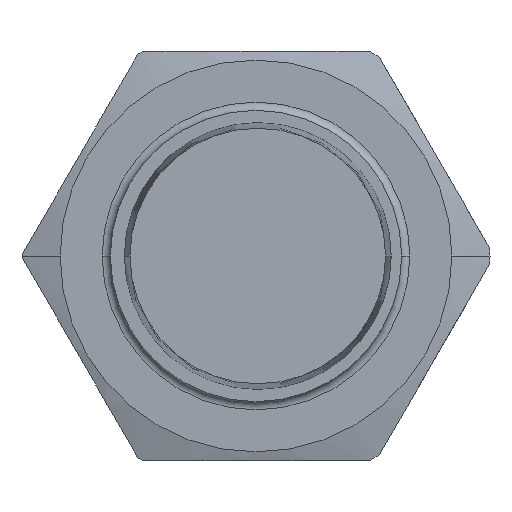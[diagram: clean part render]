
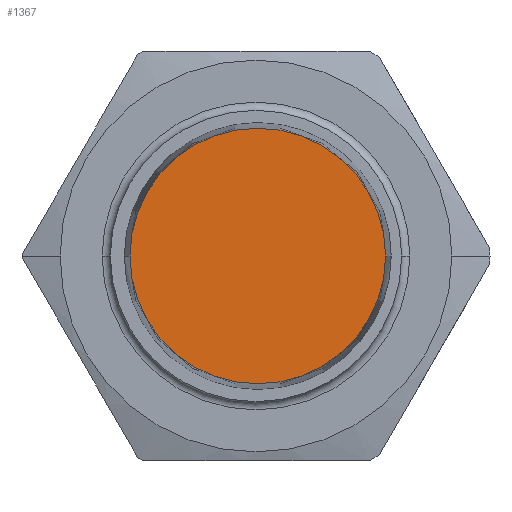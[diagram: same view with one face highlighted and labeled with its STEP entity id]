
A CAD part, left-side view. The second image highlights one B-rep face of the part: STEP entity #1367.
In plain terms, the highlighted planar face has unit normal (-1, 0, 0).
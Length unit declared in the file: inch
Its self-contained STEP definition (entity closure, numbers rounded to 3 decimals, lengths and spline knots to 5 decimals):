
#21 = DIRECTION ( 'NONE',  ( -1., 0., 0. ) ) ;
#47 = CARTESIAN_POINT ( 'NONE',  ( 0., -0.234, 0. ) ) ;
#132 = DIRECTION ( 'NONE',  ( 0., -1., 0. ) ) ;
#224 = AXIS2_PLACEMENT_3D ( 'NONE', #1107, #21, #132 ) ;
#256 = DIRECTION ( 'NONE',  ( 0., -1., 0. ) ) ;
#285 = ORIENTED_EDGE ( 'NONE', *, *, #550, .T. ) ;
#358 = DIRECTION ( 'NONE',  ( -1., 0., 0. ) ) ;
#456 = CIRCLE ( 'NONE', #224, 0.234 ) ;
#550 = EDGE_CURVE ( 'NONE', #715, #819, #456, .T. ) ;
#562 = EDGE_LOOP ( 'NONE', ( #285, #1244 ) ) ;
#637 = AXIS2_PLACEMENT_3D ( 'NONE', #47, #1241, #919 ) ;
#642 = CARTESIAN_POINT ( 'NONE',  ( 0., -0.234, 0. ) ) ;
#680 = AXIS2_PLACEMENT_3D ( 'NONE', #900, #358, #256 ) ;
#715 = VERTEX_POINT ( 'NONE', #1267 ) ;
#819 = VERTEX_POINT ( 'NONE', #642 ) ;
#900 = CARTESIAN_POINT ( 'NONE',  ( 0., 0., 0. ) ) ;
#919 = DIRECTION ( 'NONE',  ( 0., -1., 0. ) ) ;
#934 = CIRCLE ( 'NONE', #680, 0.234 ) ;
#944 = EDGE_CURVE ( 'NONE', #819, #715, #934, .T. ) ;
#1033 = PLANE ( 'NONE',  #637 ) ;
#1107 = CARTESIAN_POINT ( 'NONE',  ( 0., 0., 0. ) ) ;
#1241 = DIRECTION ( 'NONE',  ( -1., 0., 0. ) ) ;
#1244 = ORIENTED_EDGE ( 'NONE', *, *, #944, .T. ) ;
#1267 = CARTESIAN_POINT ( 'NONE',  ( 0., 0.234, 0. ) ) ;
#1310 = FACE_OUTER_BOUND ( 'NONE', #562, .T. ) ;
#1367 = ADVANCED_FACE ( 'NONE', ( #1310 ), #1033, .T. ) ;
